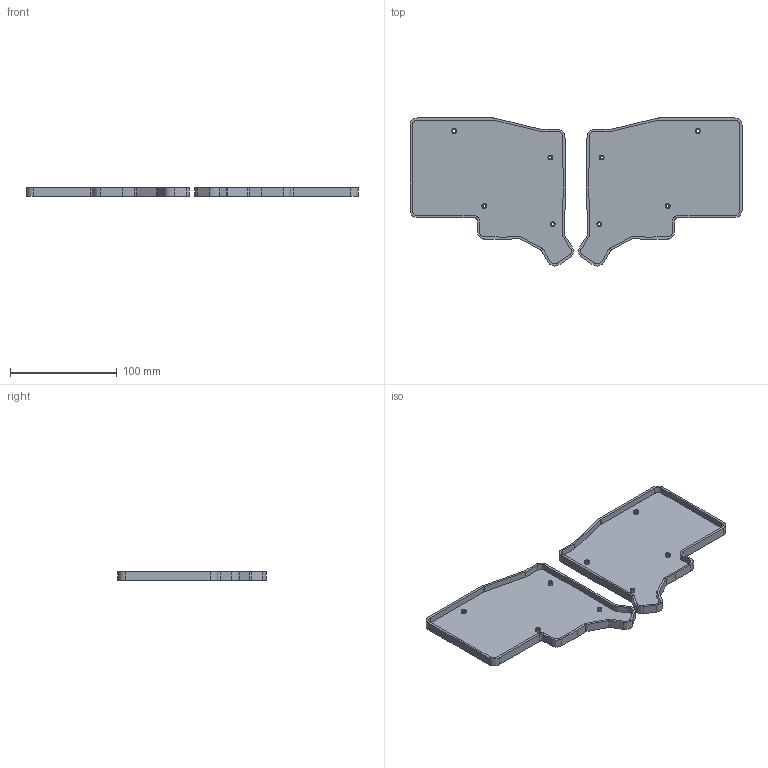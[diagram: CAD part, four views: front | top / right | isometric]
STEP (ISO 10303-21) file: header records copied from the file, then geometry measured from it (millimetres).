
FILE_DESCRIPTION(/* description */ ('STEP AP242','CAx-IF Rec.Pracs.---Representation and Presentation of Product Manufacturing Information (PMI)---4.0---2014-10-13','CAx-IF Rec.Pracs.---3D Tessellated Geometry---0.4---2014-09-14','2;1'),/* implementation_level */ '2;1');
FILE_NAME(/* name */ '686ad919d46aa81929aa7926',/* time_stamp */ '2025-07-06T20:14:18Z',/* author */ (''),/* organization */ (''),/* preprocessor_version */ 'ST-DEVELOPER v20',/* originating_system */ 'ONSHAPE BY PTC INC, 1.200',/* authorisation */ ' ');
FILE_SCHEMA (('AP242_MANAGED_MODEL_BASED_3D_ENGINEERING_MIM_LF { 1 0 10303 442 1 1 4 }'));
Length unit declared in the file: metre
Products named in the file (2): left shell; right shell
Bounding box: 310.65 x 138.51 x 8 mm (x, y, z)
Volume: 74095.8 mm3; surface area: 76574.9 mm2
Topology: 2 solids, 2 shells, 130 faces, 348 edges, 232 vertices
Faces by surface type: plane 70, cylinder 60
Full cylindrical faces by diameter (mm): 2.8 x8, 4.5 x8
Entity records: 4091 total; most frequent: DIRECTION 716, CARTESIAN_POINT 696, ORIENTED_EDGE 664, EDGE_CURVE 332, AXIS2_PLACEMENT_3D 252, VERTEX_POINT 232, LINE 212, VECTOR 212
